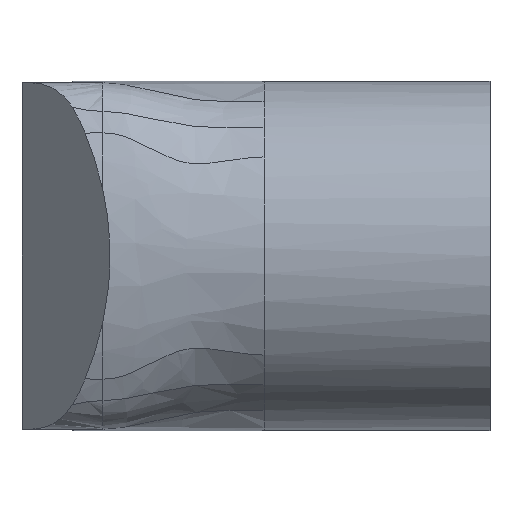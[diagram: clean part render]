
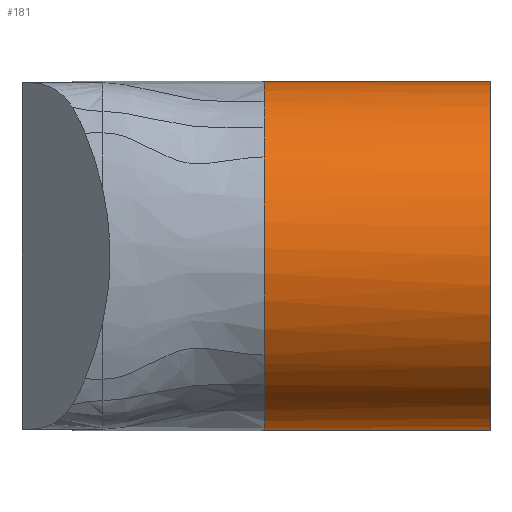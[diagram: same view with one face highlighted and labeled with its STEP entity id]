
A CAD part, front view. The second image highlights one B-rep face of the part: STEP entity #181.
In plain terms, the highlighted cylindrical face has radius 17.008 mm (diameter 34.015 mm), a partial arc.
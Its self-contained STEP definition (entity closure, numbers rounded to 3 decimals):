
#181=ADVANCED_FACE('',(#380),#381,.T.);
#380=FACE_OUTER_BOUND('',#3058,.T.);
#381=CYLINDRICAL_SURFACE('',#3059,17.008);
#3058=EDGE_LOOP('',(#5921,#5922,#5923,#5924,#5925,#5926,#5927,#5928,#5929,#5930));
#3059=AXIS2_PLACEMENT_3D('',#5931,#5932,#5933);
#5921=ORIENTED_EDGE('',*,*,#6262,.T.);
#5922=ORIENTED_EDGE('',*,*,#6263,.F.);
#5923=ORIENTED_EDGE('',*,*,#6264,.F.);
#5924=ORIENTED_EDGE('',*,*,#6265,.F.);
#5925=ORIENTED_EDGE('',*,*,#6266,.F.);
#5926=ORIENTED_EDGE('',*,*,#6267,.F.);
#5927=ORIENTED_EDGE('',*,*,#6268,.F.);
#5928=ORIENTED_EDGE('',*,*,#6250,.T.);
#5929=ORIENTED_EDGE('',*,*,#6260,.F.);
#5930=ORIENTED_EDGE('',*,*,#6256,.F.);
#5931=CARTESIAN_POINT('',(0.0,0.008,0.0));
#5932=DIRECTION('',(1.0,0.0,0.0));
#5933=DIRECTION('',(0.0,0.0,-1.0));
#6250=EDGE_CURVE('',#6550,#6548,#6551,.F.);
#6256=EDGE_CURVE('',#6560,#6546,#6562,.T.);
#6260=EDGE_CURVE('',#6546,#6548,#6566,.T.);
#6262=EDGE_CURVE('',#6560,#6568,#6569,.F.);
#6263=EDGE_CURVE('',#6570,#6568,#6571,.T.);
#6264=EDGE_CURVE('',#6572,#6570,#6573,.T.);
#6265=EDGE_CURVE('',#6574,#6572,#6575,.T.);
#6266=EDGE_CURVE('',#6576,#6574,#6577,.T.);
#6267=EDGE_CURVE('',#6578,#6576,#6579,.T.);
#6268=EDGE_CURVE('',#6550,#6578,#6580,.T.);
#6546=VERTEX_POINT('',#7271);
#6548=VERTEX_POINT('',#7274);
#6550=VERTEX_POINT('',#7277);
#6551=LINE('',#7278,#7279);
#6560=VERTEX_POINT('',#7296);
#6562=LINE('',#7303,#7304);
#6566=CIRCLE('',#7308,17.008);
#6568=VERTEX_POINT('',#7310);
#6569=(B_SPLINE_CURVE(3,(#7312,#7313,#7314,#7315,#7316,#7317,#7318,#7319,#7320),.UNSPECIFIED.,.F.,.F.)B_SPLINE_CURVE_WITH_KNOTS((4,1,1,1,1,1,4),(0.,0.125,0.25,0.438,0.625,0.813,1.),.UNSPECIFIED.)RATIONAL_B_SPLINE_CURVE((1.0,0.998,0.994,0.989,0.986,0.987,0.991,0.997,1.))BOUNDED_CURVE()REPRESENTATION_ITEM('')GEOMETRIC_REPRESENTATION_ITEM()CURVE());
#6570=VERTEX_POINT('',#7327);
#6571=B_SPLINE_CURVE_WITH_KNOTS('',3,(#7328,#7329,#7330,#7331),.UNSPECIFIED.,.F.,.F.,(4,4),(0.0,1.0),.UNSPECIFIED.);
#6572=VERTEX_POINT('',#7332);
#6573=(B_SPLINE_CURVE(3,(#7334,#7335,#7336,#7337,#7338,#7339,#7340,#7341,#7342,#7343),.UNSPECIFIED.,.F.,.F.)B_SPLINE_CURVE_WITH_KNOTS((4,1,1,1,1,1,1,4),(0.,0.125,0.25,0.5,0.625,0.75,0.875,1.),.UNSPECIFIED.)RATIONAL_B_SPLINE_CURVE((1.0,0.999,0.999,0.997,0.997,0.997,0.998,0.999,0.999,1.0))BOUNDED_CURVE()REPRESENTATION_ITEM('')GEOMETRIC_REPRESENTATION_ITEM()CURVE());
#6574=VERTEX_POINT('',#7350);
#6575=(B_SPLINE_CURVE(3,(#7352,#7353,#7354,#7355,#7356,#7357,#7358,#7359,#7360,#7361,#7362,#7363,#7364,#7365,#7366,#7367,#7368),.UNSPECIFIED.,.F.,.F.)B_SPLINE_CURVE_WITH_KNOTS((4,1,1,1,1,1,1,1,1,1,1,1,1,1,4),(0.,0.063,0.125,0.188,0.25,0.375,0.438,0.5,0.563,0.625,0.75,0.813,0.875,0.938,1.),.UNSPECIFIED.)RATIONAL_B_SPLINE_CURVE((1.0,0.993,0.979,0.961,0.946,0.929,0.918,0.913,0.911,0.913,0.918,0.929,0.946,0.961,0.979,0.993,1.0))BOUNDED_CURVE()REPRESENTATION_ITEM('')GEOMETRIC_REPRESENTATION_ITEM()CURVE());
#6576=VERTEX_POINT('',#7375);
#6577=(B_SPLINE_CURVE(3,(#7377,#7378,#7379,#7380,#7381,#7382,#7383,#7384,#7385,#7386),.UNSPECIFIED.,.F.,.F.)B_SPLINE_CURVE_WITH_KNOTS((4,1,1,1,1,1,1,4),(0.,0.125,0.25,0.375,0.5,0.75,0.875,1.),.UNSPECIFIED.)RATIONAL_B_SPLINE_CURVE((1.0,0.999,0.999,0.998,0.997,0.997,0.997,0.999,0.999,1.0))BOUNDED_CURVE()REPRESENTATION_ITEM('')GEOMETRIC_REPRESENTATION_ITEM()CURVE());
#6578=VERTEX_POINT('',#7393);
#6579=B_SPLINE_CURVE_WITH_KNOTS('',3,(#7394,#7395,#7396,#7397),.UNSPECIFIED.,.F.,.F.,(4,4),(0.0,1.0),.UNSPECIFIED.);
#6580=(B_SPLINE_CURVE(3,(#7399,#7400,#7401,#7402,#7403,#7404,#7405,#7406,#7407),.UNSPECIFIED.,.F.,.F.)B_SPLINE_CURVE_WITH_KNOTS((4,1,1,1,1,1,4),(0.,0.125,0.25,0.438,0.625,0.813,1.),.UNSPECIFIED.)RATIONAL_B_SPLINE_CURVE((1.,0.998,0.994,0.989,0.986,0.987,0.991,0.997,1.0))BOUNDED_CURVE()REPRESENTATION_ITEM('')GEOMETRIC_REPRESENTATION_ITEM()CURVE());
#7271=CARTESIAN_POINT('',(22.0,-0.5,17.));
#7274=CARTESIAN_POINT('',(22.0,-0.5,-17.));
#7277=CARTESIAN_POINT('',(0.0,-0.5,-17.));
#7278=CARTESIAN_POINT('',(0.0,-0.5,-17.));
#7279=VECTOR('',#7883,1.0);
#7296=CARTESIAN_POINT('',(0.0,-0.5,17.));
#7303=CARTESIAN_POINT('',(0.0,-0.5,17.));
#7304=VECTOR('',#7887,1.0);
#7308=AXIS2_PLACEMENT_3D('',#7894,#7895,#7896);
#7310=CARTESIAN_POINT('',(0.0,-8.,15.005));
#7312=CARTESIAN_POINT('',(0.0,-8.,15.005));
#7313=CARTESIAN_POINT('',(0.0,-7.714,15.157));
#7314=CARTESIAN_POINT('',(0.0,-7.132,15.447));
#7315=CARTESIAN_POINT('',(0.0,-6.082,15.896));
#7316=CARTESIAN_POINT('',(0.0,-4.844,16.323));
#7317=CARTESIAN_POINT('',(0.0,-3.414,16.682));
#7318=CARTESIAN_POINT('',(0.0,-1.961,16.914));
#7319=CARTESIAN_POINT('',(0.0,-0.986,16.985));
#7320=CARTESIAN_POINT('',(0.0,-0.5,17.));
#7327=CARTESIAN_POINT('',(0.0,-11.5,12.523));
#7328=CARTESIAN_POINT('',(0.0,-11.5,12.523));
#7329=CARTESIAN_POINT('',(0.,-10.444,13.493));
#7330=CARTESIAN_POINT('',(0.,-9.265,14.329));
#7331=CARTESIAN_POINT('',(0.0,-8.,15.005));
#7332=CARTESIAN_POINT('',(0.0,-14.,9.646));
#7334=CARTESIAN_POINT('',(0.0,-14.,9.646));
#7335=CARTESIAN_POINT('',(0.0,-13.91,9.777));
#7336=CARTESIAN_POINT('',(0.0,-13.726,10.036));
#7337=CARTESIAN_POINT('',(0.0,-13.343,10.545));
#7338=CARTESIAN_POINT('',(0.0,-12.939,11.038));
#7339=CARTESIAN_POINT('',(0.0,-12.514,11.513));
#7340=CARTESIAN_POINT('',(0.0,-12.186,11.86));
#7341=CARTESIAN_POINT('',(0.0,-11.848,12.197));
#7342=CARTESIAN_POINT('',(0.0,-11.617,12.416));
#7343=CARTESIAN_POINT('',(0.0,-11.5,12.523));
#7350=CARTESIAN_POINT('',(0.0,-14.,-9.646));
#7352=CARTESIAN_POINT('',(0.0,-14.,-9.646));
#7353=CARTESIAN_POINT('',(0.0,-14.23,-9.313));
#7354=CARTESIAN_POINT('',(0.0,-14.67,-8.622));
#7355=CARTESIAN_POINT('',(0.0,-15.26,-7.528));
#7356=CARTESIAN_POINT('',(0.0,-15.777,-6.374));
#7357=CARTESIAN_POINT('',(0.0,-16.361,-4.758));
#7358=CARTESIAN_POINT('',(0.0,-16.762,-3.064));
#7359=CARTESIAN_POINT('',(0.0,-16.966,-1.321));
#7360=CARTESIAN_POINT('',(0.0,-17.017,0.));
#7361=CARTESIAN_POINT('',(0.0,-16.966,1.321));
#7362=CARTESIAN_POINT('',(0.0,-16.762,3.064));
#7363=CARTESIAN_POINT('',(0.0,-16.361,4.758));
#7364=CARTESIAN_POINT('',(0.0,-15.777,6.374));
#7365=CARTESIAN_POINT('',(0.0,-15.26,7.528));
#7366=CARTESIAN_POINT('',(0.0,-14.67,8.622));
#7367=CARTESIAN_POINT('',(0.0,-14.23,9.313));
#7368=CARTESIAN_POINT('',(0.0,-14.,9.646));
#7375=CARTESIAN_POINT('',(0.0,-11.5,-12.523));
#7377=CARTESIAN_POINT('',(0.0,-11.5,-12.523));
#7378=CARTESIAN_POINT('',(0.0,-11.617,-12.416));
#7379=CARTESIAN_POINT('',(0.0,-11.848,-12.197));
#7380=CARTESIAN_POINT('',(0.0,-12.186,-11.86));
#7381=CARTESIAN_POINT('',(0.0,-12.514,-11.513));
#7382=CARTESIAN_POINT('',(0.0,-12.939,-11.038));
#7383=CARTESIAN_POINT('',(0.0,-13.343,-10.545));
#7384=CARTESIAN_POINT('',(0.0,-13.726,-10.036));
#7385=CARTESIAN_POINT('',(0.0,-13.91,-9.777));
#7386=CARTESIAN_POINT('',(0.0,-14.,-9.646));
#7393=CARTESIAN_POINT('',(0.0,-8.,-15.005));
#7394=CARTESIAN_POINT('',(0.0,-8.,-15.005));
#7395=CARTESIAN_POINT('',(0.,-9.265,-14.329));
#7396=CARTESIAN_POINT('',(0.,-10.444,-13.493));
#7397=CARTESIAN_POINT('',(0.0,-11.5,-12.523));
#7399=CARTESIAN_POINT('',(0.0,-0.5,-17.));
#7400=CARTESIAN_POINT('',(0.0,-0.824,-16.99));
#7401=CARTESIAN_POINT('',(0.0,-1.473,-16.952));
#7402=CARTESIAN_POINT('',(0.0,-2.607,-16.82));
#7403=CARTESIAN_POINT('',(0.0,-3.894,-16.576));
#7404=CARTESIAN_POINT('',(0.0,-5.313,-16.176));
#7405=CARTESIAN_POINT('',(0.0,-6.69,-15.656));
#7406=CARTESIAN_POINT('',(0.0,-7.571,-15.234));
#7407=CARTESIAN_POINT('',(0.0,-8.,-15.005));
#7883=DIRECTION('',(-1.0,-0.0,-0.0));
#7887=DIRECTION('',(1.0,0.0,0.0));
#7894=CARTESIAN_POINT('',(22.0,0.008,0.0));
#7895=DIRECTION('',(1.0,0.0,0.0));
#7896=DIRECTION('',(0.0,0.0,-1.0));
